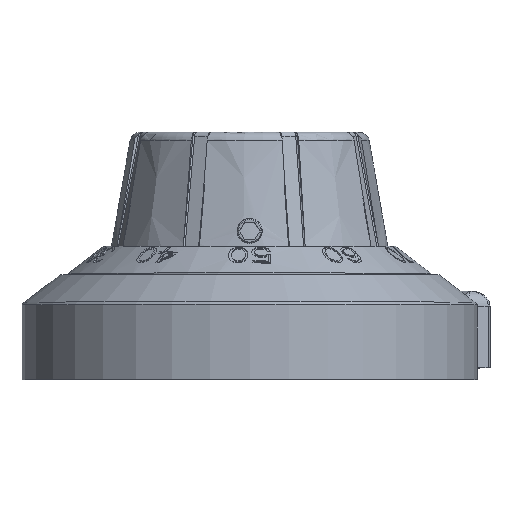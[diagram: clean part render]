
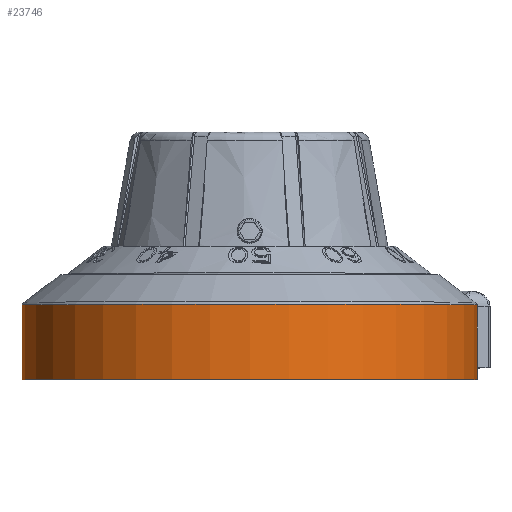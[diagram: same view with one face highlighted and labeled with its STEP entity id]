
A CAD part, top view. The second image highlights one B-rep face of the part: STEP entity #23746.
In plain terms, the highlighted cylindrical face has radius 22.987 mm (diameter 45.974 mm), a partial arc.
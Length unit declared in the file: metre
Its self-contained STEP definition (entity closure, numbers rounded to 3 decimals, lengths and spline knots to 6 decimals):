
#1878=CARTESIAN_POINT('',(0.,0.000457,0.));
#1879=DIRECTION('',(0.,-1.,0.));
#1880=DIRECTION('',(1.,0.,0.));
#1881=AXIS2_PLACEMENT_3D('',#1878,#1879,#1880);
#1983=DIRECTION('',(0.,1.,0.));
#1984=VECTOR('',#1983,0.007557);
#1985=CARTESIAN_POINT('',(0.022987,0.000457,0.));
#1986=LINE('',#1985,#1984);
#1987=DIRECTION('',(0.,-1.,0.));
#1988=VECTOR('',#1987,0.007557);
#1989=CARTESIAN_POINT('',(-0.022987,0.008015,0.));
#1990=LINE('',#1989,#1988);
#1991=CARTESIAN_POINT('',(0.,0.008015,0.));
#1992=DIRECTION('',(0.,1.,0.));
#1993=DIRECTION('',(-1.,0.,0.));
#1994=AXIS2_PLACEMENT_3D('',#1991,#1992,#1993);
#17630=CARTESIAN_POINT('',(-0.022987,0.000457,0.));
#17632=VERTEX_POINT('',#17630);
#17634=CARTESIAN_POINT('',(0.022987,0.000457,0.));
#17635=VERTEX_POINT('',#17634);
#17676=CARTESIAN_POINT('',(0.022987,0.008015,0.));
#17677=VERTEX_POINT('',#17676);
#17678=CARTESIAN_POINT('',(-0.022987,0.008015,0.));
#17679=VERTEX_POINT('',#17678);
#23734=CARTESIAN_POINT('',(0.,-0.002578,0.));
#23735=DIRECTION('',(0.,1.,0.));
#23736=DIRECTION('',(1.,0.,0.));
#23737=AXIS2_PLACEMENT_3D('',#23734,#23735,#23736);
#23738=CYLINDRICAL_SURFACE('',#23737,0.022987);
#23739=ORIENTED_EDGE('',*,*,#23654,.F.);
#23740=ORIENTED_EDGE('',*,*,#23577,.T.);
#23741=ORIENTED_EDGE('',*,*,#23658,.F.);
#23743=ORIENTED_EDGE('',*,*,#23742,.T.);
#23744=EDGE_LOOP('',(#23739,#23740,#23741,#23743));
#23745=FACE_OUTER_BOUND('',#23744,.F.);
#23746=ADVANCED_FACE('',(#23745),#23738,.T.);
#1882=CIRCLE('',#1881,0.022987);
#1995=CIRCLE('',#1994,0.022987);
#23577=EDGE_CURVE('',#17635,#17632,#1882,.T.);
#23654=EDGE_CURVE('',#17635,#17677,#1986,.T.);
#23658=EDGE_CURVE('',#17679,#17632,#1990,.T.);
#23742=EDGE_CURVE('',#17679,#17677,#1995,.T.);
